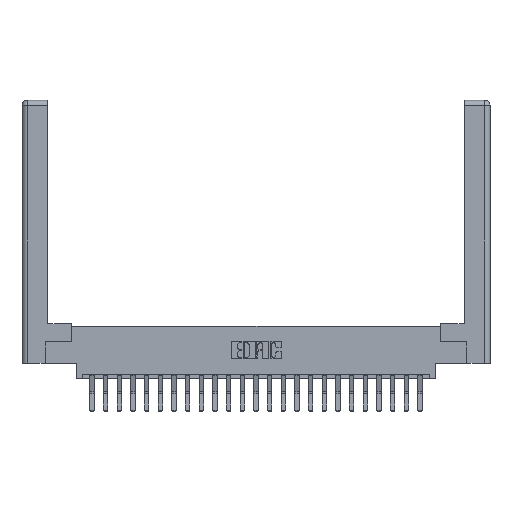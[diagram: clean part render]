
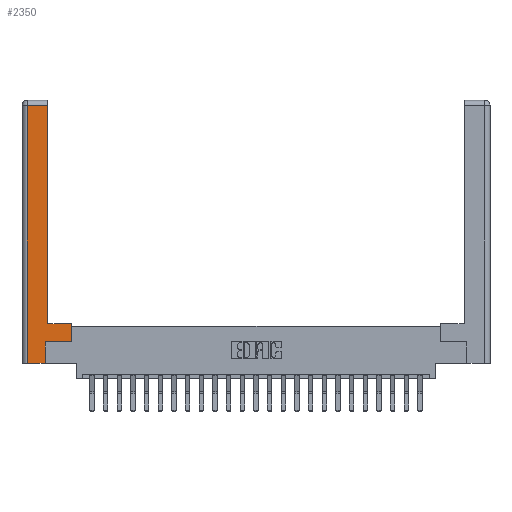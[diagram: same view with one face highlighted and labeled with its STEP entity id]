
A CAD part, top view. The second image highlights one B-rep face of the part: STEP entity #2350.
In plain terms, the highlighted planar face has unit normal (0, 0, 1).
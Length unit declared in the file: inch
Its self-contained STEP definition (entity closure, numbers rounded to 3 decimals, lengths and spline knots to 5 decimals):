
#819 = EDGE_CURVE ( 'NONE', #9918, #5962, #21803, .T. ) ;
#943 = DIRECTION ( 'NONE',  ( 0., 0., -1. ) ) ;
#1573 = LINE ( 'NONE', #3628, #10395 ) ;
#1642 = VERTEX_POINT ( 'NONE', #14995 ) ;
#1648 = LINE ( 'NONE', #22756, #21413 ) ;
#1794 = ORIENTED_EDGE ( 'NONE', *, *, #1917, .T. ) ;
#1917 = EDGE_CURVE ( 'NONE', #22489, #14786, #1573, .T. ) ;
#2350 = ADVANCED_FACE ( 'NONE', ( #20207 ), #4988, .F. ) ;
#3499 = VECTOR ( 'NONE', #19936, 39.37008 ) ;
#3593 = ORIENTED_EDGE ( 'NONE', *, *, #17813, .T. ) ;
#3628 = CARTESIAN_POINT ( 'NONE',  ( 0.265, 0.245, 0. ) ) ;
#3967 = CARTESIAN_POINT ( 'NONE',  ( 0.0615, 2.94, 0. ) ) ;
#3988 = CARTESIAN_POINT ( 'NONE',  ( 0.295, 3., 0. ) ) ;
#4141 = LINE ( 'NONE', #17558, #23669 ) ;
#4421 = EDGE_CURVE ( 'NONE', #19701, #11579, #17988, .T. ) ;
#4443 = VECTOR ( 'NONE', #4943, 39.37008 ) ;
#4943 = DIRECTION ( 'NONE',  ( 1., 0., 0. ) ) ;
#4988 = PLANE ( 'NONE',  #19270 ) ;
#5123 = CARTESIAN_POINT ( 'NONE',  ( 0.565, 0.245, 0. ) ) ;
#5962 = VERTEX_POINT ( 'NONE', #7724 ) ;
#6773 = CARTESIAN_POINT ( 'NONE',  ( 0.295, 0.45, 0. ) ) ;
#7432 = DIRECTION ( 'NONE',  ( 0., 1., 0. ) ) ;
#7548 = LINE ( 'NONE', #17866, #11083 ) ;
#7646 = DIRECTION ( 'NONE',  ( -1., 0., 0. ) ) ;
#7724 = CARTESIAN_POINT ( 'NONE',  ( 0.0615, 0., 0. ) ) ;
#7913 = ORIENTED_EDGE ( 'NONE', *, *, #21069, .T. ) ;
#8904 = EDGE_CURVE ( 'NONE', #14786, #18154, #20735, .T. ) ;
#9918 = VERTEX_POINT ( 'NONE', #3967 ) ;
#10207 = LINE ( 'NONE', #20051, #15536 ) ;
#10395 = VECTOR ( 'NONE', #7432, 39.37008 ) ;
#11083 = VECTOR ( 'NONE', #23992, 39.37008 ) ;
#11514 = CARTESIAN_POINT ( 'NONE',  ( 0.265, 0.245, 0. ) ) ;
#11579 = VERTEX_POINT ( 'NONE', #15684 ) ;
#11836 = ORIENTED_EDGE ( 'NONE', *, *, #4421, .T. ) ;
#12347 = VECTOR ( 'NONE', #23069, 39.37008 ) ;
#12475 = DIRECTION ( 'NONE',  ( -1., 0., 0. ) ) ;
#14786 = VERTEX_POINT ( 'NONE', #11514 ) ;
#14995 = CARTESIAN_POINT ( 'NONE',  ( 0.565, 0.45, 0. ) ) ;
#15339 = DIRECTION ( 'NONE',  ( 0., 1., 0. ) ) ;
#15536 = VECTOR ( 'NONE', #21780, 39.37008 ) ;
#15684 = CARTESIAN_POINT ( 'NONE',  ( 0.295, 2.94, 0. ) ) ;
#15941 = ORIENTED_EDGE ( 'NONE', *, *, #8904, .T. ) ;
#16469 = EDGE_LOOP ( 'NONE', ( #11836, #18504, #22363, #17639, #1794, #15941, #7913, #3593 ) ) ;
#16862 = CARTESIAN_POINT ( 'NONE',  ( 0.565, 0.245, 0. ) ) ;
#16951 = CARTESIAN_POINT ( 'NONE',  ( 0.265, 0., 0. ) ) ;
#17211 = EDGE_CURVE ( 'NONE', #5962, #22489, #10207, .T. ) ;
#17558 = CARTESIAN_POINT ( 'NONE',  ( 0.565, 0.45, 0. ) ) ;
#17639 = ORIENTED_EDGE ( 'NONE', *, *, #17211, .T. ) ;
#17713 = CARTESIAN_POINT ( 'NONE',  ( 0.0615, 0., 0. ) ) ;
#17813 = EDGE_CURVE ( 'NONE', #1642, #19701, #1648, .T. ) ;
#17848 = EDGE_CURVE ( 'NONE', #11579, #9918, #7548, .T. ) ;
#17866 = CARTESIAN_POINT ( 'NONE',  ( 0.0615, 2.94, 0. ) ) ;
#17988 = LINE ( 'NONE', #3988, #12347 ) ;
#18154 = VERTEX_POINT ( 'NONE', #16862 ) ;
#18504 = ORIENTED_EDGE ( 'NONE', *, *, #17848, .T. ) ;
#19270 = AXIS2_PLACEMENT_3D ( 'NONE', #20016, #943, #12475 ) ;
#19701 = VERTEX_POINT ( 'NONE', #6773 ) ;
#19936 = DIRECTION ( 'NONE',  ( 0., -1., 0. ) ) ;
#20016 = CARTESIAN_POINT ( 'NONE',  ( 0., 0., 0. ) ) ;
#20051 = CARTESIAN_POINT ( 'NONE',  ( 0.265, 0., 0. ) ) ;
#20207 = FACE_OUTER_BOUND ( 'NONE', #16469, .T. ) ;
#20735 = LINE ( 'NONE', #5123, #4443 ) ;
#21069 = EDGE_CURVE ( 'NONE', #18154, #1642, #4141, .T. ) ;
#21413 = VECTOR ( 'NONE', #7646, 39.37008 ) ;
#21780 = DIRECTION ( 'NONE',  ( 1., 0., 0. ) ) ;
#21803 = LINE ( 'NONE', #17713, #3499 ) ;
#22363 = ORIENTED_EDGE ( 'NONE', *, *, #819, .T. ) ;
#22489 = VERTEX_POINT ( 'NONE', #16951 ) ;
#22756 = CARTESIAN_POINT ( 'NONE',  ( 0.295, 0.45, 0. ) ) ;
#23069 = DIRECTION ( 'NONE',  ( 0., 1., 0. ) ) ;
#23669 = VECTOR ( 'NONE', #15339, 39.37008 ) ;
#23992 = DIRECTION ( 'NONE',  ( -1., 0., 0. ) ) ;
